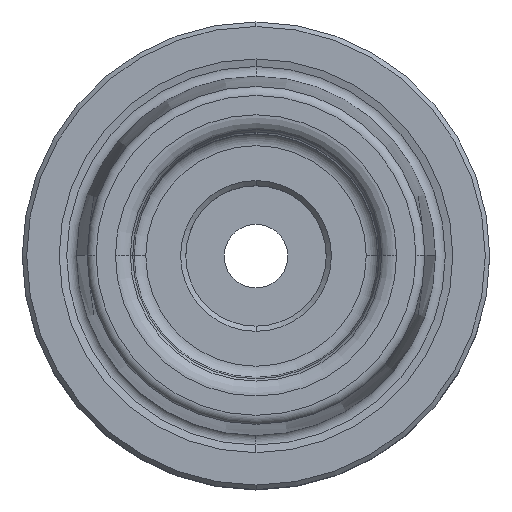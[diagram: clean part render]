
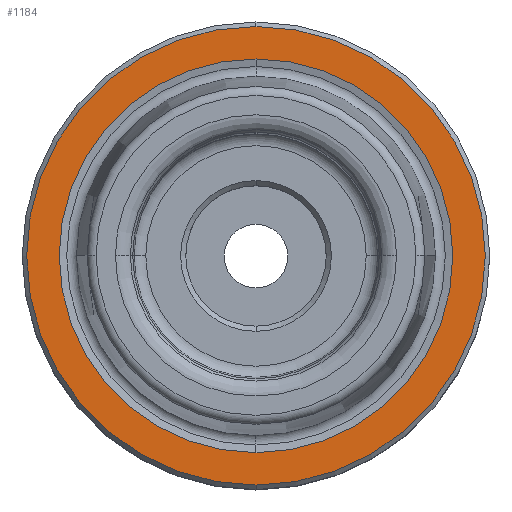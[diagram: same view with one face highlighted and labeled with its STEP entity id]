
A CAD part, top view. The second image highlights one B-rep face of the part: STEP entity #1184.
In plain terms, the highlighted planar face has unit normal (0, 0, 1).
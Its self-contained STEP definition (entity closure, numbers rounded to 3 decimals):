
#802=VERTEX_POINT('NONE',#2217);
#1184=ADVANCED_FACE('NONE',(#2646,#2647),#2648,.F.);
#1208=EDGE_CURVE('NONE',#1858,#1782,#2677,.T.);
#1344=EDGE_CURVE('NONE',#1490,#802,#2827,.T.);
#1490=VERTEX_POINT('NONE',#2993);
#1782=VERTEX_POINT('NONE',#3320);
#1858=VERTEX_POINT('NONE',#3408);
#2010=EDGE_CURVE('NONE',#1782,#1858,#3569,.T.);
#2022=EDGE_CURVE('NONE',#802,#1490,#3582,.T.);
#2217=CARTESIAN_POINT('',(0.,-24.495,0.));
#2646=FACE_OUTER_BOUND('',#4489,.T.);
#2647=FACE_BOUND('',#4490,.T.);
#2648=PLANE('',#4491);
#2677=CIRCLE('',#4561,21.026);
#2827=CIRCLE('',#4769,24.495);
#2993=CARTESIAN_POINT('',(0.,24.495,0.));
#3320=CARTESIAN_POINT('',(0.,-21.026,0.));
#3408=CARTESIAN_POINT('',(0.0,21.026,0.));
#3569=CIRCLE('',#5858,21.026);
#3582=CIRCLE('',#5875,24.495);
#4489=EDGE_LOOP('',(#6710,#6711));
#4490=EDGE_LOOP('',(#6712,#6713));
#4491=AXIS2_PLACEMENT_3D('',#6714,#6715,#6716);
#4561=AXIS2_PLACEMENT_3D('',#6767,#6768,#6769);
#4769=AXIS2_PLACEMENT_3D('',#6948,#6949,#6950);
#5858=AXIS2_PLACEMENT_3D('',#7880,#7881,#7882);
#5875=AXIS2_PLACEMENT_3D('',#7895,#7896,#7897);
#6710=ORIENTED_EDGE('',*,*,#2022,.T.);
#6711=ORIENTED_EDGE('',*,*,#1344,.T.);
#6712=ORIENTED_EDGE('',*,*,#1208,.F.);
#6713=ORIENTED_EDGE('',*,*,#2010,.F.);
#6714=CARTESIAN_POINT('',(0.0,-19.731,0.));
#6715=DIRECTION('',(0.0,0.0,-1.0));
#6716=DIRECTION('',(0.0,-1.0,0.0));
#6767=CARTESIAN_POINT('',(0.,0.,0.));
#6768=DIRECTION('',(0.0,-0.0,1.0));
#6769=DIRECTION('',(1.0,0.0,0.0));
#6948=CARTESIAN_POINT('',(0.,0.,0.));
#6949=DIRECTION('',(0.0,-0.0,1.0));
#6950=DIRECTION('',(1.0,0.0,0.0));
#7880=CARTESIAN_POINT('',(0.,0.,0.));
#7881=DIRECTION('',(0.0,-0.0,1.0));
#7882=DIRECTION('',(1.0,0.0,0.0));
#7895=CARTESIAN_POINT('',(0.,0.,0.));
#7896=DIRECTION('',(0.0,-0.0,1.0));
#7897=DIRECTION('',(1.0,0.0,0.0));
